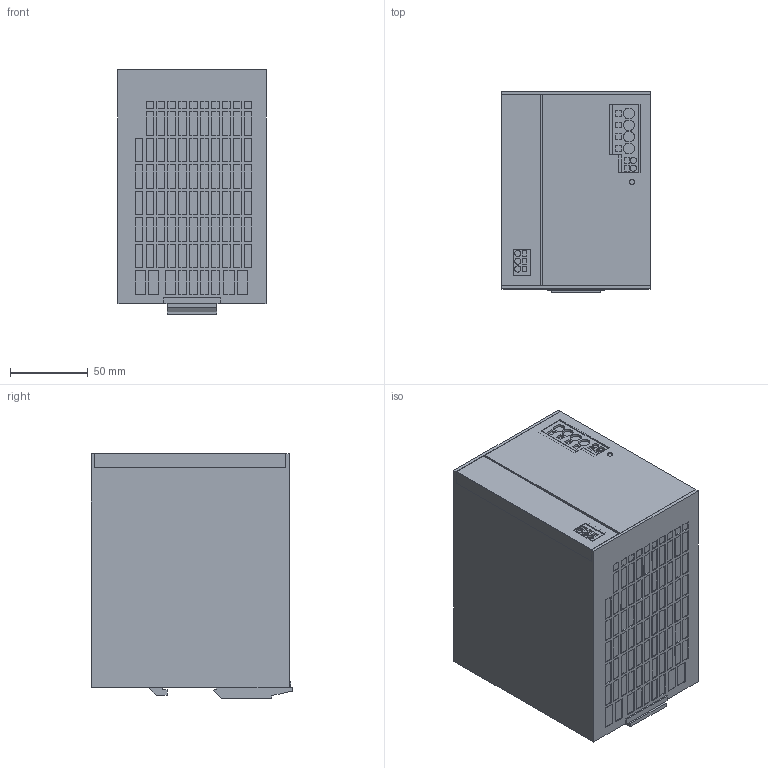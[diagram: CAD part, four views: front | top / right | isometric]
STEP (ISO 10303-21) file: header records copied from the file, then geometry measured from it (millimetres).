
FILE_DESCRIPTION(/* description */ ('Alibre Inc.'),/* implementation_level */ '2;1');
FILE_NAME(/* name */ 'export-8FDBE6F4-80AA-46C7-9722-2175ABE0F427',/* time_stamp */ '2020-05-25T11:37:14+02:00',/* author */ (''),/* organization */ (''),/* preprocessor_version */ 'ST-DEVELOPER v17',/* originating_system */ 'Alibre',/* authorisation */ '');
FILE_SCHEMA (('AUTOMOTIVE_DESIGN'));
Length unit declared in the file: millimetre
Products named in the file (8): 216333; 171485
Bounding box: 95 x 129.3 x 157.2 mm (x, y, z)
Volume: 1812143.6 mm3; surface area: 132336.7 mm2
Topology: 6 solids, 6 shells, 1023 faces, 2467 edges, 1644 vertices
Faces by surface type: plane 998, cylinder 25
Full cylindrical faces by diameter (mm): 3.6 x1
Entity records: 28367 total; most frequent: CARTESIAN_POINT 5134, ORIENTED_EDGE 4932, DIRECTION 3579, EDGE_CURVE 2466, VECTOR 2408, LINE 2408, VERTEX_POINT 1644, EDGE_LOOP 1220
